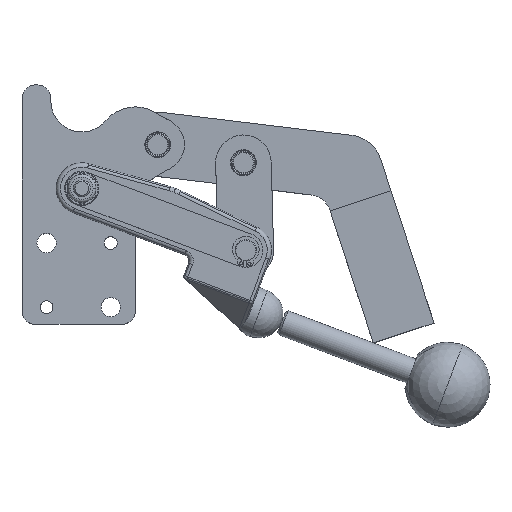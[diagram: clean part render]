
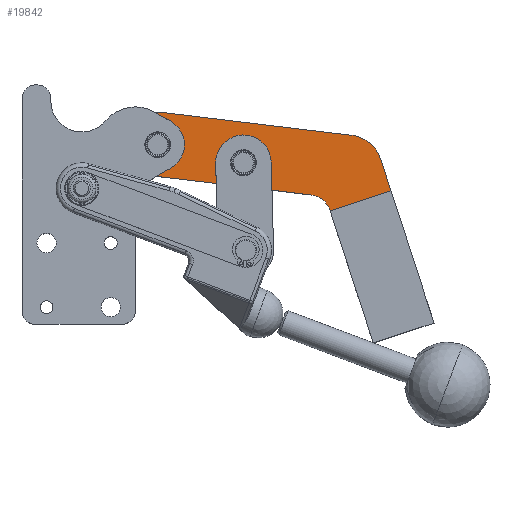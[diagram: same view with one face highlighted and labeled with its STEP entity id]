
A CAD part, top view. The second image highlights one B-rep face of the part: STEP entity #19842.
In plain terms, the highlighted planar face has unit normal (0, 0, 1).
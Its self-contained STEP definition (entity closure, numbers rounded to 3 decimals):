
#10563=CARTESIAN_POINT('',(188.969,159.463,0.));
#10564=VERTEX_POINT('',#10563);
#10580=CARTESIAN_POINT('',(192.128,154.843,0.));
#10581=VERTEX_POINT('',#10580);
#10588=CARTESIAN_POINT('',(182.623,151.734,0.));
#10589=DIRECTION('',(0.,0.,1.0));
#10590=DIRECTION('',(0.635,0.773,0.));
#10591=AXIS2_PLACEMENT_3D('',#10588,#10589,#10590);
#10592=CIRCLE('',#10591,10.);
#10593=EDGE_CURVE('',#10581,#10564,#10592,.T.);
#14510=CARTESIAN_POINT('',(111.122,170.444,0.0));
#14511=VERTEX_POINT('',#14510);
#14518=CARTESIAN_POINT('',(117.952,174.387,0.0));
#14519=VERTEX_POINT('',#14518);
#14520=CARTESIAN_POINT('',(111.122,170.444,0.0));
#14521=DIRECTION('',(0.866,0.5,0.0));
#14522=VECTOR('',#14521,7.886);
#14523=LINE('',#14520,#14522);
#14524=EDGE_CURVE('',#14511,#14519,#14523,.T.);
#14542=CARTESIAN_POINT('',(117.952,196.044,0.0));
#14543=VERTEX_POINT('',#14542);
#14544=CARTESIAN_POINT('',(111.7,185.215,0.0));
#14545=DIRECTION('',(0.0,0.0,1.0));
#14546=DIRECTION('',(0.5,-0.866,0.0));
#14547=AXIS2_PLACEMENT_3D('',#14544,#14545,#14546);
#14548=CIRCLE('',#14547,12.504);
#14549=EDGE_CURVE('',#14519,#14543,#14548,.T.);
#14567=CARTESIAN_POINT('',(110.376,200.418,0.0));
#14568=VERTEX_POINT('',#14567);
#14569=CARTESIAN_POINT('',(117.952,196.044,0.0));
#14570=DIRECTION('',(-0.866,0.5,0.0));
#14571=VECTOR('',#14570,8.748);
#14572=LINE('',#14569,#14571);
#14573=EDGE_CURVE('',#14543,#14568,#14572,.T.);
#19199=CARTESIAN_POINT('',(215.888,178.702,0.));
#19200=VERTEX_POINT('',#19199);
#19207=CARTESIAN_POINT('',(220.837,163.571,0.));
#19208=VERTEX_POINT('',#19207);
#19209=CARTESIAN_POINT('',(215.888,178.702,0.));
#19210=DIRECTION('',(0.311,-0.95,0.0));
#19211=VECTOR('',#19210,15.919);
#19212=LINE('',#19209,#19211);
#19213=EDGE_CURVE('',#19200,#19208,#19212,.T.);
#19302=CARTESIAN_POINT('',(113.531,200.371,0.0));
#19303=VERTEX_POINT('',#19302);
#19304=CARTESIAN_POINT('',(111.732,185.479,0.0));
#19305=DIRECTION('',(0.,0.,-1.0));
#19306=DIRECTION('',(-0.617,0.787,0.));
#19307=AXIS2_PLACEMENT_3D('',#19304,#19305,#19306);
#19308=CIRCLE('',#19307,15.0);
#19309=EDGE_CURVE('',#14568,#19303,#19308,.T.);
#19334=CARTESIAN_POINT('',(183.822,161.662,0.));
#19335=VERTEX_POINT('',#19334);
#19344=CARTESIAN_POINT('',(165.168,163.915,0.));
#19345=VERTEX_POINT('',#19344);
#19346=CARTESIAN_POINT('',(183.822,161.662,0.));
#19347=DIRECTION('',(-0.993,0.12,0.));
#19348=VECTOR('',#19347,18.79);
#19349=LINE('',#19346,#19348);
#19350=EDGE_CURVE('',#19335,#19345,#19349,.T.);
#19352=CARTESIAN_POINT('',(139.073,167.067,0.));
#19353=VERTEX_POINT('',#19352);
#19360=CARTESIAN_POINT('',(139.073,167.067,0.));
#19361=DIRECTION('',(-0.993,0.12,0.));
#19362=VECTOR('',#19361,28.154);
#19363=LINE('',#19360,#19362);
#19364=EDGE_CURVE('',#19353,#14511,#19363,.T.);
#19415=CARTESIAN_POINT('',(192.323,154.245,0.));
#19416=VERTEX_POINT('',#19415);
#19423=CARTESIAN_POINT('',(192.323,154.245,0.));
#19424=DIRECTION('',(-0.311,0.95,0.0));
#19425=VECTOR('',#19424,0.629);
#19426=LINE('',#19423,#19425);
#19427=EDGE_CURVE('',#19416,#10581,#19426,.T.);
#19478=CARTESIAN_POINT('',(182.623,151.734,0.));
#19479=DIRECTION('',(0.,0.,1.0));
#19480=DIRECTION('',(0.635,0.773,0.));
#19481=AXIS2_PLACEMENT_3D('',#19478,#19479,#19480);
#19482=CIRCLE('',#19481,10.);
#19483=EDGE_CURVE('',#10564,#19335,#19482,.T.);
#19520=CARTESIAN_POINT('',(192.323,154.245,0.));
#19521=DIRECTION('',(0.95,0.311,0.));
#19522=VECTOR('',#19521,30.);
#19523=LINE('',#19520,#19522);
#19524=EDGE_CURVE('',#19416,#19208,#19523,.T.);
#19762=CARTESIAN_POINT('',(202.599,189.612,0.));
#19763=VERTEX_POINT('',#19762);
#19772=CARTESIAN_POINT('',(113.531,200.371,0.0));
#19773=DIRECTION('',(0.993,-0.12,0.));
#19774=VECTOR('',#19773,89.716);
#19775=LINE('',#19772,#19774);
#19776=EDGE_CURVE('',#19303,#19763,#19775,.T.);
#19788=CARTESIAN_POINT('',(200.681,173.727,0.));
#19789=DIRECTION('',(0.,0.,1.0));
#19790=DIRECTION('',(-0.95,-0.311,0.));
#19791=AXIS2_PLACEMENT_3D('',#19788,#19789,#19790);
#19792=CIRCLE('',#19791,16.);
#19793=EDGE_CURVE('',#19200,#19763,#19792,.T.);
#19799=CARTESIAN_POINT('',(176.17,159.689,0.));
#19800=DIRECTION('',(0.0,0.0,1.0));
#19801=DIRECTION('',(-0.95,-0.311,0.0));
#19802=AXIS2_PLACEMENT_3D('',#19799,#19800,#19801);
#19803=PLANE('',#19802);
#19804=CARTESIAN_POINT('',(164.809,177.12,0.));
#19805=VERTEX_POINT('',#19804);
#19806=CARTESIAN_POINT('',(164.809,177.12,0.));
#19807=DIRECTION('',(0.027,-1.,0.));
#19808=VECTOR('',#19807,13.209);
#19809=LINE('',#19806,#19808);
#19810=EDGE_CURVE('',#19805,#19345,#19809,.T.);
#19811=ORIENTED_EDGE('',*,*,#19810,.T.);
#19812=ORIENTED_EDGE('',*,*,#19350,.F.);
#19813=ORIENTED_EDGE('',*,*,#19483,.F.);
#19814=ORIENTED_EDGE('',*,*,#10593,.F.);
#19815=ORIENTED_EDGE('',*,*,#19427,.F.);
#19816=ORIENTED_EDGE('',*,*,#19524,.T.);
#19817=ORIENTED_EDGE('',*,*,#19213,.F.);
#19818=ORIENTED_EDGE('',*,*,#19793,.T.);
#19819=ORIENTED_EDGE('',*,*,#19776,.F.);
#19820=ORIENTED_EDGE('',*,*,#19309,.F.);
#19821=ORIENTED_EDGE('',*,*,#14573,.F.);
#19822=ORIENTED_EDGE('',*,*,#14549,.F.);
#19823=ORIENTED_EDGE('',*,*,#14524,.F.);
#19824=ORIENTED_EDGE('',*,*,#19364,.F.);
#19825=CARTESIAN_POINT('',(138.819,176.415,0.));
#19826=VERTEX_POINT('',#19825);
#19827=CARTESIAN_POINT('',(139.073,167.067,0.));
#19828=DIRECTION('',(-0.027,1.,0.));
#19829=VECTOR('',#19828,9.351);
#19830=LINE('',#19827,#19829);
#19831=EDGE_CURVE('',#19353,#19826,#19830,.T.);
#19832=ORIENTED_EDGE('',*,*,#19831,.T.);
#19833=CARTESIAN_POINT('',(151.814,176.767,0.));
#19834=DIRECTION('',(0.,0.,-1.));
#19835=DIRECTION('',(-1.,-0.027,0.));
#19836=AXIS2_PLACEMENT_3D('',#19833,#19834,#19835);
#19837=CIRCLE('',#19836,13.);
#19838=EDGE_CURVE('',#19826,#19805,#19837,.T.);
#19839=ORIENTED_EDGE('',*,*,#19838,.T.);
#19840=EDGE_LOOP('',(#19811,#19812,#19813,#19814,#19815,#19816,#19817,#19818,#19819,#19820,#19821,#19822,#19823,#19824,#19832,#19839));
#19841=FACE_OUTER_BOUND('',#19840,.T.);
#19842=ADVANCED_FACE('',(#19841),#19803,.T.);
